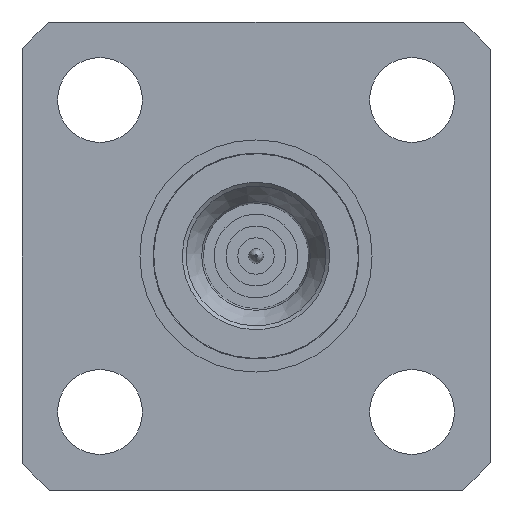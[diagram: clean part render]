
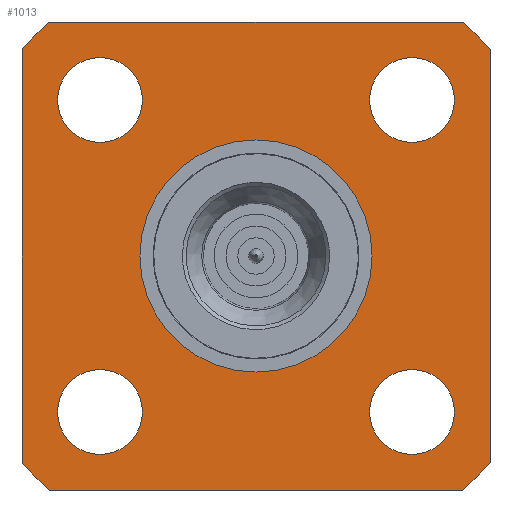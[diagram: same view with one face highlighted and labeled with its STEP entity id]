
A CAD part, left-side view. The second image highlights one B-rep face of the part: STEP entity #1013.
In plain terms, the highlighted planar face has unit normal (-1, 0, 0).
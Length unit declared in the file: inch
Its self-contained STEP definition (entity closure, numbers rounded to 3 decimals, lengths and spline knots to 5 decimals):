
#49=FACE_BOUND('',#213,.T.);
#50=FACE_BOUND('',#214,.T.);
#51=FACE_BOUND('',#215,.T.);
#52=FACE_BOUND('',#216,.T.);
#53=FACE_BOUND('',#217,.T.);
#83=PLANE('',#1157);
#139=FACE_OUTER_BOUND('',#212,.T.);
#212=EDGE_LOOP('',(#873,#874,#875,#876,#877,#878,#879,#880));
#213=EDGE_LOOP('',(#881));
#214=EDGE_LOOP('',(#882));
#215=EDGE_LOOP('',(#883));
#216=EDGE_LOOP('',(#884));
#217=EDGE_LOOP('',(#885));
#272=LINE('',#1804,#328);
#276=LINE('',#1813,#332);
#280=LINE('',#1822,#336);
#284=LINE('',#1831,#340);
#328=VECTOR('',#1435,0.3937);
#332=VECTOR('',#1441,0.3937);
#336=VECTOR('',#1447,0.3937);
#340=VECTOR('',#1453,0.3937);
#400=CIRCLE('',#1143,0.034);
#402=CIRCLE('',#1146,0.034);
#404=CIRCLE('',#1149,0.034);
#406=CIRCLE('',#1152,0.034);
#407=CIRCLE('',#1158,0.25);
#408=CIRCLE('',#1159,0.25);
#409=CIRCLE('',#1160,0.25);
#410=CIRCLE('',#1161,0.25);
#411=CIRCLE('',#1162,0.093);
#484=VERTEX_POINT('',#1780);
#486=VERTEX_POINT('',#1786);
#488=VERTEX_POINT('',#1792);
#490=VERTEX_POINT('',#1798);
#491=VERTEX_POINT('',#1802);
#492=VERTEX_POINT('',#1803);
#495=VERTEX_POINT('',#1811);
#496=VERTEX_POINT('',#1812);
#499=VERTEX_POINT('',#1820);
#500=VERTEX_POINT('',#1821);
#503=VERTEX_POINT('',#1829);
#504=VERTEX_POINT('',#1830);
#507=VERTEX_POINT('',#1842);
#610=EDGE_CURVE('',#484,#484,#400,.T.);
#613=EDGE_CURVE('',#486,#486,#402,.T.);
#616=EDGE_CURVE('',#488,#488,#404,.T.);
#619=EDGE_CURVE('',#490,#490,#406,.T.);
#620=EDGE_CURVE('',#491,#492,#272,.T.);
#624=EDGE_CURVE('',#495,#496,#276,.T.);
#628=EDGE_CURVE('',#499,#500,#280,.T.);
#632=EDGE_CURVE('',#503,#504,#284,.T.);
#636=EDGE_CURVE('',#499,#492,#407,.T.);
#637=EDGE_CURVE('',#503,#500,#408,.T.);
#638=EDGE_CURVE('',#495,#504,#409,.T.);
#639=EDGE_CURVE('',#491,#496,#410,.T.);
#640=EDGE_CURVE('',#507,#507,#411,.T.);
#873=ORIENTED_EDGE('',*,*,#620,.T.);
#874=ORIENTED_EDGE('',*,*,#636,.F.);
#875=ORIENTED_EDGE('',*,*,#628,.T.);
#876=ORIENTED_EDGE('',*,*,#637,.F.);
#877=ORIENTED_EDGE('',*,*,#632,.T.);
#878=ORIENTED_EDGE('',*,*,#638,.F.);
#879=ORIENTED_EDGE('',*,*,#624,.T.);
#880=ORIENTED_EDGE('',*,*,#639,.F.);
#881=ORIENTED_EDGE('',*,*,#610,.T.);
#882=ORIENTED_EDGE('',*,*,#613,.T.);
#883=ORIENTED_EDGE('',*,*,#616,.T.);
#884=ORIENTED_EDGE('',*,*,#619,.T.);
#885=ORIENTED_EDGE('',*,*,#640,.T.);
#1013=ADVANCED_FACE('',(#139,#49,#50,#51,#52,#53),#83,.T.);
#1143=AXIS2_PLACEMENT_3D('',#1782,#1410,#1411);
#1146=AXIS2_PLACEMENT_3D('',#1788,#1417,#1418);
#1149=AXIS2_PLACEMENT_3D('',#1794,#1424,#1425);
#1152=AXIS2_PLACEMENT_3D('',#1800,#1431,#1432);
#1157=AXIS2_PLACEMENT_3D('',#1837,#1457,#1458);
#1158=AXIS2_PLACEMENT_3D('',#1838,#1459,#1460);
#1159=AXIS2_PLACEMENT_3D('',#1839,#1461,#1462);
#1160=AXIS2_PLACEMENT_3D('',#1840,#1463,#1464);
#1161=AXIS2_PLACEMENT_3D('',#1841,#1465,#1466);
#1162=AXIS2_PLACEMENT_3D('',#1843,#1467,#1468);
#1410=DIRECTION('center_axis',(1.,0.,0.));
#1411=DIRECTION('ref_axis',(0.,0.,-1.));
#1417=DIRECTION('center_axis',(1.,0.,0.));
#1418=DIRECTION('ref_axis',(0.,0.,-1.));
#1424=DIRECTION('center_axis',(1.,0.,0.));
#1425=DIRECTION('ref_axis',(0.,0.,-1.));
#1431=DIRECTION('center_axis',(1.,0.,0.));
#1432=DIRECTION('ref_axis',(0.,0.,-1.));
#1435=DIRECTION('',(0.,0.,1.));
#1441=DIRECTION('',(0.,-1.,0.));
#1447=DIRECTION('',(0.,1.,0.));
#1453=DIRECTION('',(0.,0.,-1.));
#1457=DIRECTION('center_axis',(-1.,0.,0.));
#1458=DIRECTION('ref_axis',(0.,0.,1.));
#1459=DIRECTION('center_axis',(1.,0.,0.));
#1460=DIRECTION('ref_axis',(0.,0.,-1.));
#1461=DIRECTION('center_axis',(1.,0.,0.));
#1462=DIRECTION('ref_axis',(0.,0.,-1.));
#1463=DIRECTION('center_axis',(1.,0.,0.));
#1464=DIRECTION('ref_axis',(0.,0.,-1.));
#1465=DIRECTION('center_axis',(1.,0.,0.));
#1466=DIRECTION('ref_axis',(0.,0.,-1.));
#1467=DIRECTION('center_axis',(1.,0.,0.));
#1468=DIRECTION('ref_axis',(0.,0.,-1.));
#1780=CARTESIAN_POINT('',(0.085,-0.125,-0.091));
#1782=CARTESIAN_POINT('Origin',(0.085,-0.125,-0.125));
#1786=CARTESIAN_POINT('',(0.085,0.125,-0.091));
#1788=CARTESIAN_POINT('Origin',(0.085,0.125,-0.125));
#1792=CARTESIAN_POINT('',(0.085,-0.125,0.159));
#1794=CARTESIAN_POINT('Origin',(0.085,-0.125,0.125));
#1798=CARTESIAN_POINT('',(0.085,0.125,0.159));
#1800=CARTESIAN_POINT('Origin',(0.085,0.125,0.125));
#1802=CARTESIAN_POINT('',(0.085,-0.1875,-0.16536));
#1803=CARTESIAN_POINT('',(0.085,-0.1875,0.16536));
#1804=CARTESIAN_POINT('',(0.085,-0.1875,0.08268));
#1811=CARTESIAN_POINT('',(0.085,0.16536,-0.1875));
#1812=CARTESIAN_POINT('',(0.085,-0.16536,-0.1875));
#1813=CARTESIAN_POINT('',(0.085,0.04232,-0.1875));
#1820=CARTESIAN_POINT('',(0.085,-0.16536,0.1875));
#1821=CARTESIAN_POINT('',(0.085,0.16536,0.1875));
#1822=CARTESIAN_POINT('',(0.085,0.20768,0.1875));
#1829=CARTESIAN_POINT('',(0.085,0.1875,0.16536));
#1830=CARTESIAN_POINT('',(0.085,0.1875,-0.16536));
#1831=CARTESIAN_POINT('',(0.085,0.1875,-0.08268));
#1837=CARTESIAN_POINT('Origin',(0.085,0.25,0.));
#1838=CARTESIAN_POINT('Origin',(0.085,0.,0.));
#1839=CARTESIAN_POINT('Origin',(0.085,0.,0.));
#1840=CARTESIAN_POINT('Origin',(0.085,0.,0.));
#1841=CARTESIAN_POINT('Origin',(0.085,0.,0.));
#1842=CARTESIAN_POINT('',(0.085,-0.093,0.));
#1843=CARTESIAN_POINT('Origin',(0.085,0.,0.));
